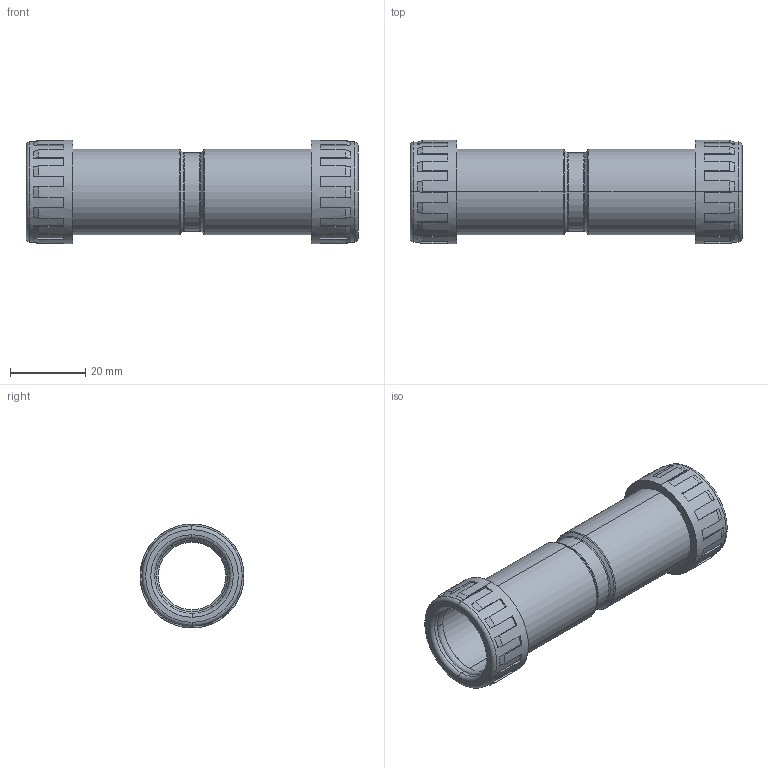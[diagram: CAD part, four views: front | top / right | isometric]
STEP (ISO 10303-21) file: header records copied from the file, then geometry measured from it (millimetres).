
FILE_DESCRIPTION (( 'STEP AP214' ), '1' );
FILE_NAME ('CTA10D-MS20-K41-050 - Ìóôòà òðóáà-òðóáà MS20 IP65.STEP', '2016-06-21T08:32:58', ( '' ), ( '' ), 'SwSTEP 2.0', 'SolidWorks 2014', '' );
FILE_SCHEMA (( 'AUTOMOTIVE_DESIGN' ));
Length unit declared in the file: millimetre
Products named in the file (1): CTA10D-MS20-K41-050 - Ìóôòà òðóáà-òðóáà MS20 IP65
Bounding box: 88.5 x 27.7 x 27.7 mm (x, y, z)
Volume: 12659.7 mm3; surface area: 14102.9 mm2
Topology: 1 solids, 5 shells, 202 faces, 528 edges, 338 vertices
Faces by surface type: plane 102, cone 40, cylinder 32, torus 24, bspline 4
Entity records: 6430 total; most frequent: CARTESIAN_POINT 1327, DIRECTION 1100, ORIENTED_EDGE 1056, EDGE_CURVE 528, AXIS2_PLACEMENT_3D 439, VERTEX_POINT 338, CIRCLE 240, LINE 222
